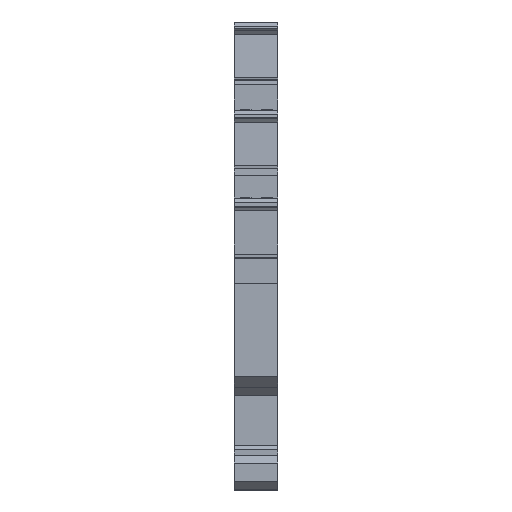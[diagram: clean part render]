
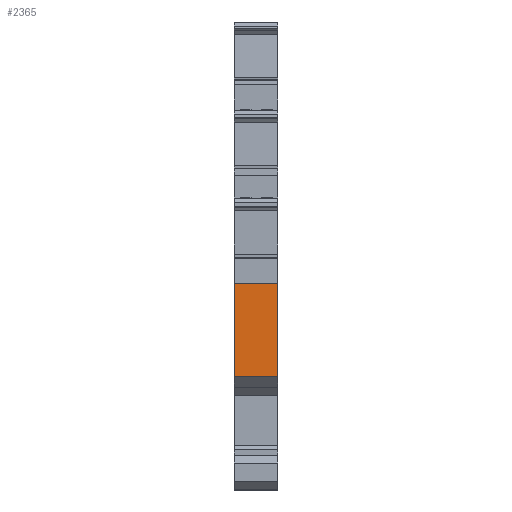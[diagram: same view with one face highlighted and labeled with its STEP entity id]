
A CAD part, left-side view. The second image highlights one B-rep face of the part: STEP entity #2365.
In plain terms, the highlighted free-form (B-spline) face has degree [1, 1] with [2, 2] control points.
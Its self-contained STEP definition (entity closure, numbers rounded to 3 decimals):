
#2314=CARTESIAN_POINT('',(-26.004,0.,13.7));
#2315=VERTEX_POINT('',#2314);
#2322=CARTESIAN_POINT('',(-26.004,5.2,13.7));
#2323=VERTEX_POINT('',#2322);
#2324=CARTESIAN_POINT('',(-26.004,0.,13.7));
#2325=CARTESIAN_POINT('',(-26.004,5.2,13.7));
#2326=B_SPLINE_CURVE_WITH_KNOTS('',1,(#2324,#2325),.POLYLINE_FORM.,.F.,.U.,(2,2),(0.,1.),.UNSPECIFIED.);
#2327=EDGE_CURVE('',#2315,#2323,#2326,.T.);
#2338=CARTESIAN_POINT('',(-26.004,14.989,31.711));
#2339=CARTESIAN_POINT('',(-26.004,-9.789,31.711));
#2340=CARTESIAN_POINT('',(-26.004,14.989,6.933));
#2341=CARTESIAN_POINT('',(-26.004,-9.789,6.933));
#2342=B_SPLINE_SURFACE_WITH_KNOTS('',1,1,((#2338,#2339),(#2340,#2341)),.PLANE_SURF.,.F.,.F.,.U.,(2,2),(2,2),(0.,1.),(0.,1.),.UNSPECIFIED.);
#2343=ORIENTED_EDGE('',*,*,#2327,.F.);
#2344=CARTESIAN_POINT('',(-26.004,0.,24.945));
#2345=VERTEX_POINT('',#2344);
#2346=CARTESIAN_POINT('',(-26.004,0.,13.7));
#2347=CARTESIAN_POINT('',(-26.004,0.,24.945));
#2348=B_SPLINE_CURVE_WITH_KNOTS('',1,(#2346,#2347),.POLYLINE_FORM.,.F.,.U.,(2,2),(0.,1.),.UNSPECIFIED.);
#2349=EDGE_CURVE('',#2315,#2345,#2348,.T.);
#2350=ORIENTED_EDGE('',*,*,#2349,.T.);
#2351=CARTESIAN_POINT('',(-26.004,5.2,24.945));
#2352=VERTEX_POINT('',#2351);
#2353=CARTESIAN_POINT('',(-26.004,0.,24.945));
#2354=CARTESIAN_POINT('',(-26.004,5.2,24.945));
#2355=B_SPLINE_CURVE_WITH_KNOTS('',1,(#2353,#2354),.POLYLINE_FORM.,.F.,.U.,(2,2),(0.,1.),.UNSPECIFIED.);
#2356=EDGE_CURVE('',#2345,#2352,#2355,.T.);
#2357=ORIENTED_EDGE('',*,*,#2356,.T.);
#2358=CARTESIAN_POINT('',(-26.004,5.2,24.945));
#2359=CARTESIAN_POINT('',(-26.004,5.2,13.7));
#2360=B_SPLINE_CURVE_WITH_KNOTS('',1,(#2358,#2359),.POLYLINE_FORM.,.F.,.U.,(2,2),(0.,1.),.UNSPECIFIED.);
#2361=EDGE_CURVE('',#2352,#2323,#2360,.T.);
#2362=ORIENTED_EDGE('',*,*,#2361,.T.);
#2363=EDGE_LOOP('',(#2343,#2350,#2357,#2362));
#2364=FACE_OUTER_BOUND('',#2363,.T.);
#2365=ADVANCED_FACE('',(#2364),#2342,.T.);
